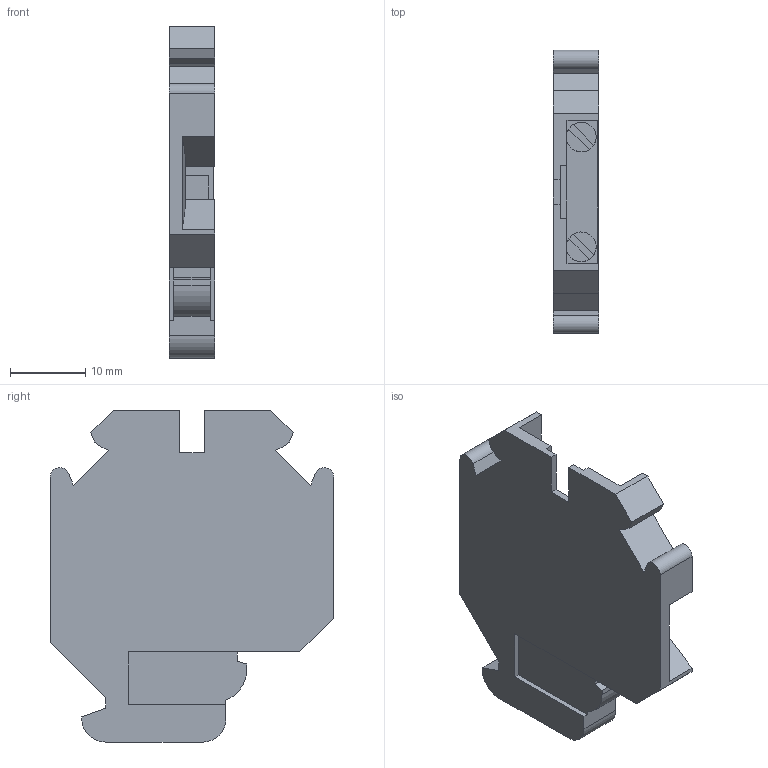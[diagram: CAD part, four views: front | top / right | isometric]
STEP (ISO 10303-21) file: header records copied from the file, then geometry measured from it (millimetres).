
FILE_DESCRIPTION(('Creo Elements/Direct Modeling STEP Export'),'2;1');
FILE_NAME('model.stp','2020-10-22T 9:31:52',(''),(''),'Creo Elements/Direct Modeling STEP processor for AP214 (Solid Model)','Creo Elements/Direct Modeling 20.1A 29-Sep-2018 (C) Parametric Technology GmbH','');
FILE_SCHEMA(('AUTOMOTIVE_DESIGN { 1 0 10303 214 1 1 1 1 }'));
Length unit declared in the file: millimetre
Products named in the file (2): SSK_0525_KER-EX-select
Assembly tree (1 placements, depth 2):
  SSK_0525_KER-EX-select
    SSK_0525_KER-EX-select
Bounding box: 6 x 37.7 x 44.2 mm (x, y, z)
Volume: 6174.1 mm3; surface area: 4184.8 mm2
Topology: 1 solids, 1 shells, 104 faces, 296 edges, 196 vertices
Faces by surface type: plane 93, cylinder 11
Entity records: 4123 total; most frequent: ORIENTED_EDGE 592, CARTESIAN_POINT 577, DIRECTION 501, EDGE_CURVE 296, VECTOR 261, LINE 261, VERTEX_POINT 196, AXIS2_PLACEMENT_3D 120
